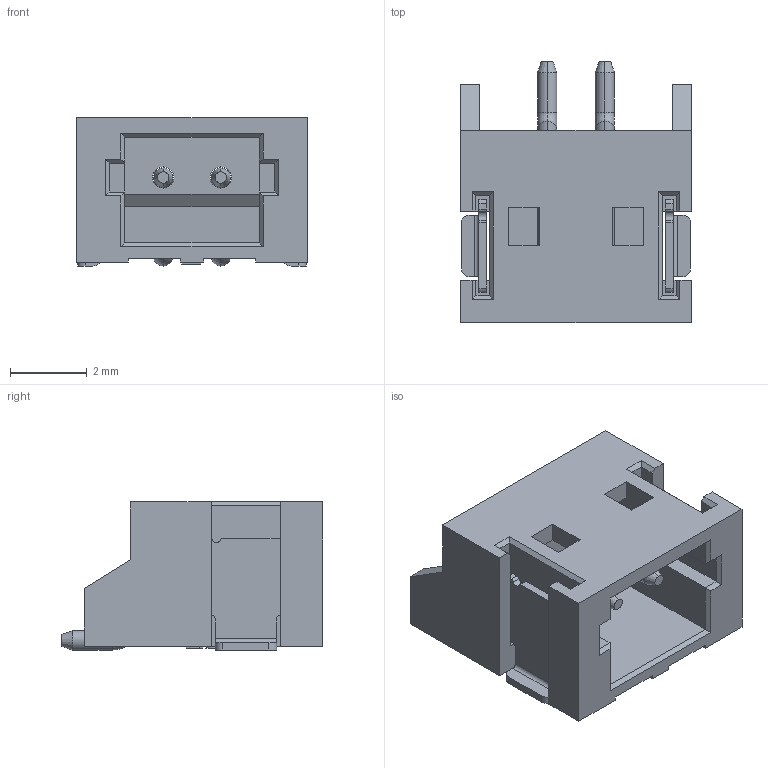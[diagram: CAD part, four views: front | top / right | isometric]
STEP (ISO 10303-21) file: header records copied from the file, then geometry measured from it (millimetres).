
FILE_DESCRIPTION(('STEP AP214'),'1');
FILE_NAME('CONN-SMD_ZH1.5-2P-WT.stp','2021-08-18T13:08:23',(' '),(' '),'Spatial InterOp 3D',' ',' ');
FILE_SCHEMA(('AUTOMOTIVE_DESIGN { 1 0 10303 214 1 1 1 1 }'));
Length unit declared in the file: millimetre
Products named in the file (1): PRT0001
Bounding box: 6 x 6.8 x 3.85 mm (x, y, z)
Volume: 59.6 mm3; surface area: 286.2 mm2
Topology: 5 solids, 5 shells, 287 faces, 769 edges, 498 vertices
Faces by surface type: plane 229, cylinder 42, cone 8, torus 8
Entity records: 11121 total; most frequent: CARTESIAN_POINT 1556, ORIENTED_EDGE 1538, DIRECTION 1447, EDGE_CURVE 769, LINE 669, VECTOR 669, VERTEX_POINT 498, AXIS2_PLACEMENT_3D 389
